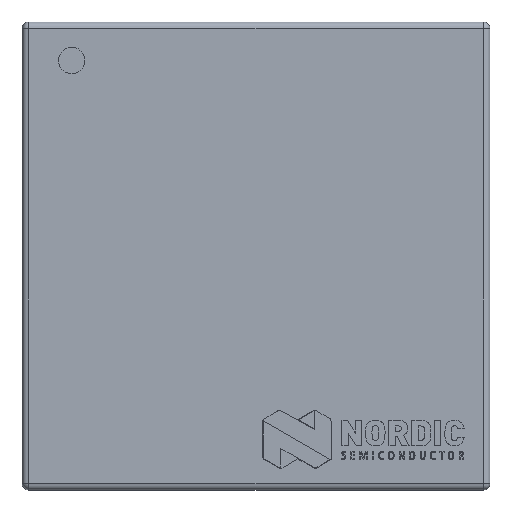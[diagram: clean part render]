
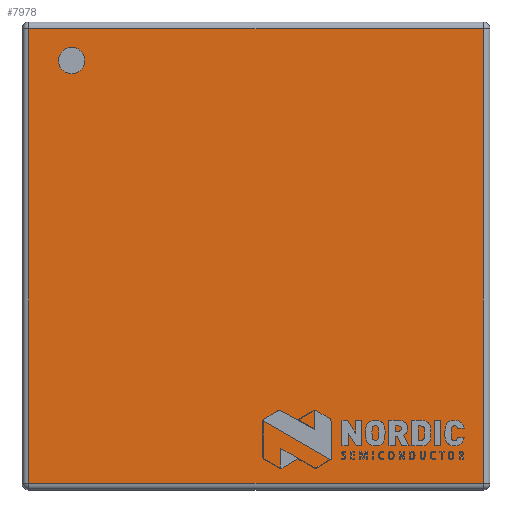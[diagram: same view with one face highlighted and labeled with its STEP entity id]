
A CAD part, top view. The second image highlights one B-rep face of the part: STEP entity #7978.
In plain terms, the highlighted planar face has unit normal (0, 0, 1).
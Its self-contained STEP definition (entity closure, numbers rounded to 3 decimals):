
#889=FACE_OUTER_BOUND('',#1521,.T.);
#1521=EDGE_LOOP('',(#5519,#5520,#5521,#5522));
#2486=LINE('',#11631,#3073);
#2488=LINE('',#11639,#3075);
#2489=LINE('',#11646,#3076);
#2490=LINE('',#11652,#3077);
#3073=VECTOR('',#9521,6.8);
#3075=VECTOR('',#9529,6.8);
#3076=VECTOR('',#9540,6.8);
#3077=VECTOR('',#9551,6.8);
#3661=VERTEX_POINT('',#11625);
#3663=VERTEX_POINT('',#11629);
#3664=VERTEX_POINT('',#11633);
#3667=VERTEX_POINT('',#11643);
#4430=EDGE_CURVE('',#3663,#3661,#2486,.T.);
#4434=EDGE_CURVE('',#3661,#3664,#2488,.T.);
#4438=EDGE_CURVE('',#3664,#3667,#2489,.T.);
#4442=EDGE_CURVE('',#3667,#3663,#2490,.T.);
#5519=ORIENTED_EDGE('',*,*,#4430,.F.);
#5520=ORIENTED_EDGE('',*,*,#4442,.F.);
#5521=ORIENTED_EDGE('',*,*,#4438,.F.);
#5522=ORIENTED_EDGE('',*,*,#4434,.F.);
#7572=PLANE('',#8749);
#7978=ADVANCED_FACE('',(#889),#7572,.T.);
#8749=AXIS2_PLACEMENT_3D('',#11657,#9559,#9560);
#9521=DIRECTION('',(0.,1.,0.));
#9529=DIRECTION('',(1.,0.,0.));
#9540=DIRECTION('',(0.,-1.,0.));
#9551=DIRECTION('',(-1.,0.,0.));
#9559=DIRECTION('center_axis',(0.,0.,1.));
#9560=DIRECTION('ref_axis',(1.,0.,0.));
#11625=CARTESIAN_POINT('',(-3.4,3.4,0.85));
#11629=CARTESIAN_POINT('',(-3.4,-3.4,0.85));
#11631=CARTESIAN_POINT('',(-3.4,1.75,0.85));
#11633=CARTESIAN_POINT('',(3.4,3.4,0.85));
#11639=CARTESIAN_POINT('',(1.75,3.4,0.85));
#11643=CARTESIAN_POINT('',(3.4,-3.4,0.85));
#11646=CARTESIAN_POINT('',(3.4,-1.75,0.85));
#11652=CARTESIAN_POINT('',(-1.75,-3.4,0.85));
#11657=CARTESIAN_POINT('Origin',(0.,0.,0.85));
